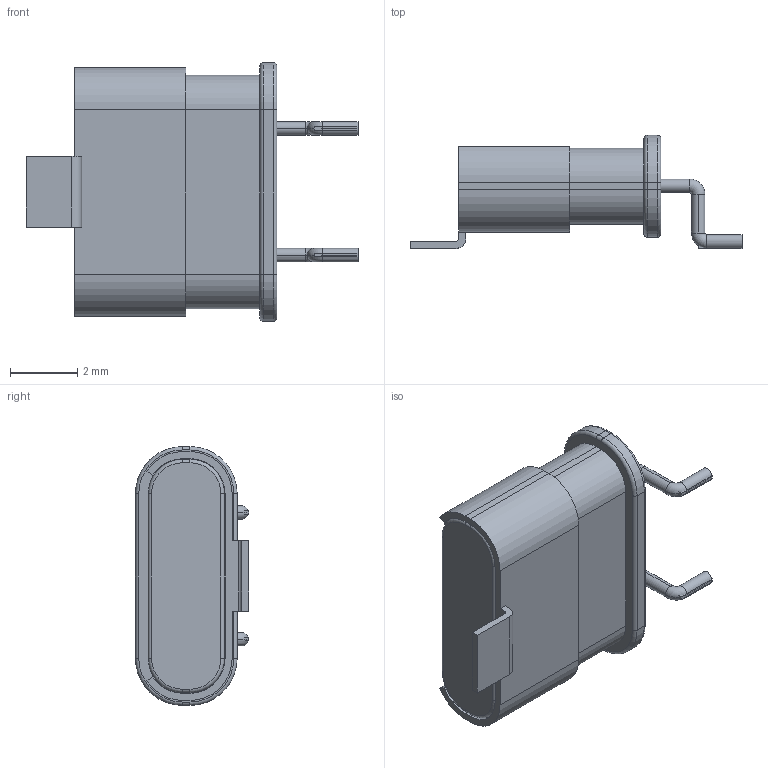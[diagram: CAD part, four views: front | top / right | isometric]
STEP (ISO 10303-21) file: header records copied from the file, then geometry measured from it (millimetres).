
FILE_DESCRIPTION (( 'STEP AP214' ), '1' );
FILE_NAME ('User Library-UM-5_Crystal.STEP', '2016-06-28T16:01:38', ( 'Windows User' ), ( '' ), 'SwSTEP 2.0', 'SolidWorks 2016', '' );
FILE_SCHEMA (( 'AUTOMOTIVE_DESIGN' ));
Length unit declared in the file: millimetre
Products named in the file (1): User Library-UM-5_Crystal
Bounding box: 9.85 x 3.36 x 7.68 mm (x, y, z)
Volume: 101.3 mm3; surface area: 242.3 mm2
Topology: 6 solids, 6 shells, 111 faces, 256 edges, 160 vertices
Faces by surface type: cylinder 46, plane 45, torus 20
Entity records: 3310 total; most frequent: DIRECTION 600, CARTESIAN_POINT 528, ORIENTED_EDGE 512, EDGE_CURVE 256, AXIS2_PLACEMENT_3D 232, VERTEX_POINT 160, LINE 136, VECTOR 136
